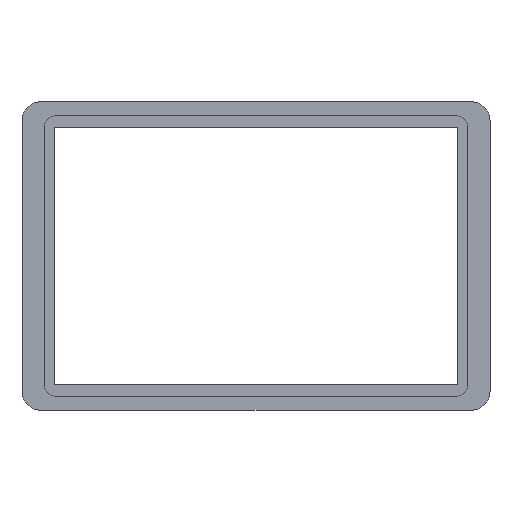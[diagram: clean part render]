
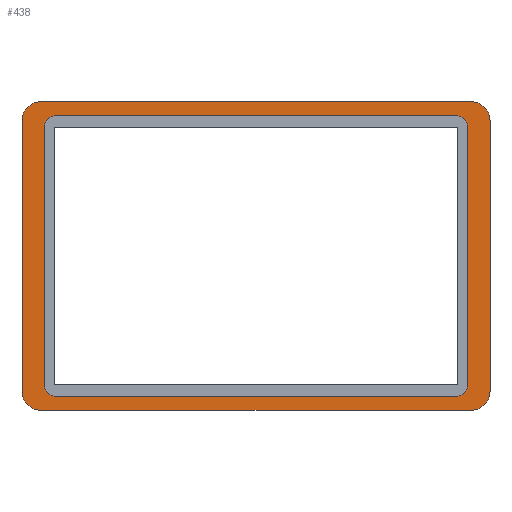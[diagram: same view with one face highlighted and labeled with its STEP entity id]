
A CAD part, front view. The second image highlights one B-rep face of the part: STEP entity #438.
In plain terms, the highlighted planar face has unit normal (0, -1, 0).
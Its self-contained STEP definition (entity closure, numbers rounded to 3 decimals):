
#29=FACE_BOUND('',#76,.T.);
#50=FACE_OUTER_BOUND('',#75,.T.);
#75=EDGE_LOOP('',(#379,#380,#381,#382,#383,#384,#385,#386));
#76=EDGE_LOOP('',(#387,#388,#389,#390,#391,#392,#393,#394));
#93=LINE('',#665,#137);
#97=LINE('',#674,#141);
#102=LINE('',#686,#146);
#111=LINE('',#718,#155);
#117=LINE('',#733,#161);
#119=LINE('',#739,#163);
#120=LINE('',#741,#164);
#121=LINE('',#744,#165);
#137=VECTOR('',#530,10.);
#141=VECTOR('',#540,10.);
#146=VECTOR('',#553,10.);
#155=VECTOR('',#584,10.);
#161=VECTOR('',#600,10.);
#163=VECTOR('',#608,10.);
#164=VECTOR('',#611,10.);
#165=VECTOR('',#614,10.);
#171=CIRCLE('',#465,2.5);
#172=CIRCLE('',#468,2.5);
#173=CIRCLE('',#472,2.5);
#174=CIRCLE('',#475,5.);
#179=CIRCLE('',#483,5.);
#180=CIRCLE('',#485,5.);
#181=CIRCLE('',#488,5.);
#182=CIRCLE('',#492,2.5);
#198=VERTEX_POINT('',#662);
#199=VERTEX_POINT('',#664);
#200=VERTEX_POINT('',#668);
#201=VERTEX_POINT('',#672);
#202=VERTEX_POINT('',#676);
#204=VERTEX_POINT('',#684);
#205=VERTEX_POINT('',#688);
#206=VERTEX_POINT('',#694);
#207=VERTEX_POINT('',#695);
#216=VERTEX_POINT('',#717);
#217=VERTEX_POINT('',#721);
#218=VERTEX_POINT('',#725);
#219=VERTEX_POINT('',#726);
#220=VERTEX_POINT('',#731);
#221=VERTEX_POINT('',#735);
#222=VERTEX_POINT('',#743);
#241=EDGE_CURVE('',#198,#199,#93,.T.);
#244=EDGE_CURVE('',#200,#198,#171,.T.);
#246=EDGE_CURVE('',#201,#200,#97,.T.);
#248=EDGE_CURVE('',#202,#201,#172,.T.);
#252=EDGE_CURVE('',#204,#202,#102,.T.);
#254=EDGE_CURVE('',#205,#204,#173,.T.);
#256=EDGE_CURVE('',#206,#207,#174,.T.);
#267=EDGE_CURVE('',#216,#207,#111,.T.);
#269=EDGE_CURVE('',#216,#217,#179,.T.);
#271=EDGE_CURVE('',#218,#219,#180,.T.);
#275=EDGE_CURVE('',#218,#220,#117,.T.);
#276=EDGE_CURVE('',#221,#220,#181,.T.);
#278=EDGE_CURVE('',#221,#217,#119,.T.);
#279=EDGE_CURVE('',#206,#219,#120,.T.);
#280=EDGE_CURVE('',#222,#205,#121,.T.);
#281=EDGE_CURVE('',#199,#222,#182,.T.);
#379=ORIENTED_EDGE('',*,*,#256,.F.);
#380=ORIENTED_EDGE('',*,*,#279,.T.);
#381=ORIENTED_EDGE('',*,*,#271,.F.);
#382=ORIENTED_EDGE('',*,*,#275,.T.);
#383=ORIENTED_EDGE('',*,*,#276,.F.);
#384=ORIENTED_EDGE('',*,*,#278,.T.);
#385=ORIENTED_EDGE('',*,*,#269,.F.);
#386=ORIENTED_EDGE('',*,*,#267,.T.);
#387=ORIENTED_EDGE('',*,*,#252,.F.);
#388=ORIENTED_EDGE('',*,*,#254,.F.);
#389=ORIENTED_EDGE('',*,*,#280,.F.);
#390=ORIENTED_EDGE('',*,*,#281,.F.);
#391=ORIENTED_EDGE('',*,*,#241,.F.);
#392=ORIENTED_EDGE('',*,*,#244,.F.);
#393=ORIENTED_EDGE('',*,*,#246,.F.);
#394=ORIENTED_EDGE('',*,*,#248,.F.);
#416=PLANE('',#491);
#438=ADVANCED_FACE('',(#50,#29),#416,.F.);
#465=AXIS2_PLACEMENT_3D('',#670,#535,#536);
#468=AXIS2_PLACEMENT_3D('',#678,#544,#545);
#472=AXIS2_PLACEMENT_3D('',#690,#557,#558);
#475=AXIS2_PLACEMENT_3D('',#696,#564,#565);
#483=AXIS2_PLACEMENT_3D('',#722,#588,#589);
#485=AXIS2_PLACEMENT_3D('',#727,#593,#594);
#488=AXIS2_PLACEMENT_3D('',#736,#603,#604);
#491=AXIS2_PLACEMENT_3D('',#742,#612,#613);
#492=AXIS2_PLACEMENT_3D('',#745,#615,#616);
#530=DIRECTION('',(1.,0.,0.));
#535=DIRECTION('center_axis',(0.,-1.,0.));
#536=DIRECTION('ref_axis',(-0.707,0.,-0.707));
#540=DIRECTION('',(0.,0.,-1.));
#544=DIRECTION('center_axis',(0.,-1.,0.));
#545=DIRECTION('ref_axis',(-0.707,0.,0.707));
#553=DIRECTION('',(-1.,0.,0.));
#557=DIRECTION('center_axis',(0.,-1.,0.));
#558=DIRECTION('ref_axis',(0.707,0.,0.707));
#564=DIRECTION('center_axis',(0.,1.,0.));
#565=DIRECTION('ref_axis',(-0.707,0.,0.707));
#584=DIRECTION('',(-1.,0.,0.));
#588=DIRECTION('center_axis',(0.,1.,0.));
#589=DIRECTION('ref_axis',(0.707,0.,0.707));
#593=DIRECTION('center_axis',(0.,1.,0.));
#594=DIRECTION('ref_axis',(-0.707,0.,-0.707));
#600=DIRECTION('',(1.,0.,0.));
#603=DIRECTION('center_axis',(0.,1.,0.));
#604=DIRECTION('ref_axis',(0.707,0.,-0.707));
#608=DIRECTION('',(0.,0.,1.));
#611=DIRECTION('',(0.,0.,-1.));
#612=DIRECTION('center_axis',(0.,1.,0.));
#613=DIRECTION('ref_axis',(-1.,0.,0.));
#614=DIRECTION('',(0.,0.,1.));
#615=DIRECTION('center_axis',(0.,-1.,0.));
#616=DIRECTION('ref_axis',(0.707,0.,-0.707));
#662=CARTESIAN_POINT('',(-1.,6.,-3.5));
#664=CARTESIAN_POINT('',(107.,6.,-3.5));
#665=CARTESIAN_POINT('',(24.75,6.,-3.5));
#668=CARTESIAN_POINT('',(-3.5,6.,-1.));
#670=CARTESIAN_POINT('Origin',(-1.,6.,-1.));
#672=CARTESIAN_POINT('',(-3.5,6.,69.));
#674=CARTESIAN_POINT('',(-3.5,6.,52.75));
#676=CARTESIAN_POINT('',(-1.,6.,71.5));
#678=CARTESIAN_POINT('Origin',(-1.,6.,69.));
#684=CARTESIAN_POINT('',(107.,6.,71.5));
#686=CARTESIAN_POINT('',(81.25,6.,71.5));
#688=CARTESIAN_POINT('',(109.5,6.,69.));
#690=CARTESIAN_POINT('Origin',(107.,6.,69.));
#694=CARTESIAN_POINT('',(-9.616,6.,70.283));
#695=CARTESIAN_POINT('',(-4.616,6.,75.283));
#696=CARTESIAN_POINT('Origin',(-4.616,6.,70.283));
#717=CARTESIAN_POINT('',(110.616,6.,75.283));
#718=CARTESIAN_POINT('',(-9.616,6.,75.283));
#721=CARTESIAN_POINT('',(115.616,6.,70.283));
#722=CARTESIAN_POINT('Origin',(110.616,6.,70.283));
#725=CARTESIAN_POINT('',(-4.616,6.,-7.283));
#726=CARTESIAN_POINT('',(-9.616,6.,-2.283));
#727=CARTESIAN_POINT('Origin',(-4.616,6.,-2.283));
#731=CARTESIAN_POINT('',(110.616,6.,-7.283));
#733=CARTESIAN_POINT('',(115.616,6.,-7.283));
#735=CARTESIAN_POINT('',(115.616,6.,-2.283));
#736=CARTESIAN_POINT('Origin',(110.616,6.,-2.283));
#739=CARTESIAN_POINT('',(115.616,6.,75.283));
#741=CARTESIAN_POINT('',(-9.616,6.,-7.283));
#742=CARTESIAN_POINT('Origin',(53.,6.,34.));
#743=CARTESIAN_POINT('',(109.5,6.,-1.));
#744=CARTESIAN_POINT('',(109.5,6.,15.25));
#745=CARTESIAN_POINT('Origin',(107.,6.,-1.));
